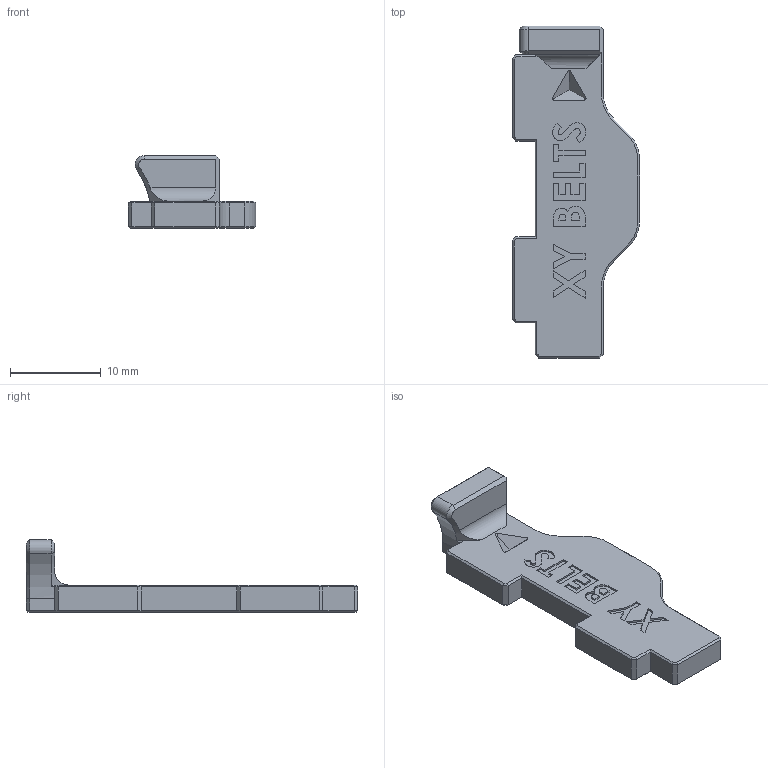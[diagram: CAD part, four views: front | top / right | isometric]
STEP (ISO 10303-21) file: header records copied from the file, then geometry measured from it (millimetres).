
FILE_DESCRIPTION(/* description */ ('STEP AP242','CAx-IF Rec.Pracs.---Representation and Presentation of Product Manufacturing Information (PMI)---4.0---2014-10-13','CAx-IF Rec.Pracs.---3D Tessellated Geometry---0.4---2014-09-14','2;1'),/* implementation_level */ '2;1');
FILE_NAME(/* name */ '64f3655198da141eccec4345',/* time_stamp */ '2023-09-02T16:39:45Z',/* author */ (''),/* organization */ (''),/* preprocessor_version */ 'ST-DEVELOPER v19.4',/* originating_system */ ' ',/* authorisation */ ' ');
FILE_SCHEMA (('AP242_MANAGED_MODEL_BASED_3D_ENGINEERING_MIM_LF { 1 0 10303 442 1 1 4 }'));
Length unit declared in the file: metre
Products named in the file (1): Part 1
Bounding box: 14 x 36.5 x 8 mm (x, y, z)
Volume: 1248.9 mm3; surface area: 1161.6 mm2
Topology: 1 solids, 1 shells, 198 faces, 505 edges, 314 vertices
Faces by surface type: plane 150, bspline 22, cone 18, cylinder 8
Entity records: 6932 total; most frequent: CARTESIAN_POINT 2266, ORIENTED_EDGE 998, DIRECTION 839, EDGE_CURVE 499, LINE 415, VECTOR 415, VERTEX_POINT 314, AXIS2_PLACEMENT_3D 212
